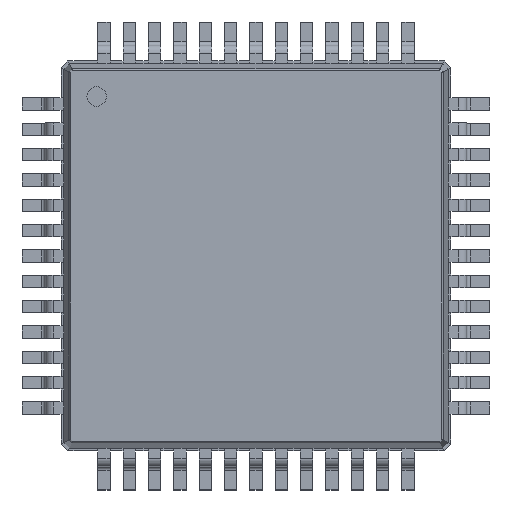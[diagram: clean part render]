
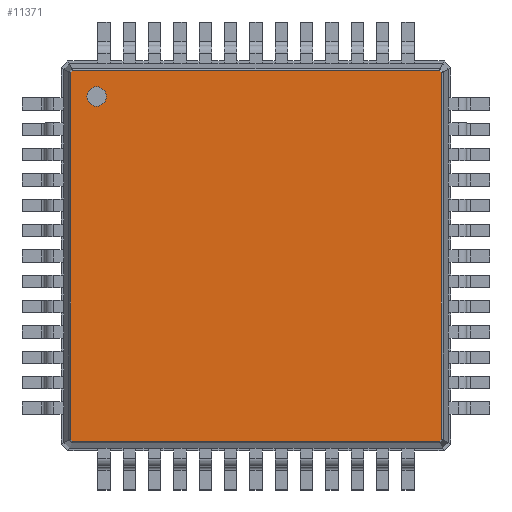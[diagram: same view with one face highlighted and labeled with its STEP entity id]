
A CAD part, top view. The second image highlights one B-rep face of the part: STEP entity #11371.
In plain terms, the highlighted planar face has unit normal (0, 0, 1).
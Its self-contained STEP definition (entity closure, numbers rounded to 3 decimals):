
#5620 = VERTEX_POINT('',#5621);
#5621 = CARTESIAN_POINT('',(4.746,4.702,1.5));
#5911 = EDGE_CURVE('',#5620,#5912,#5914,.T.);
#5912 = VERTEX_POINT('',#5913);
#5913 = CARTESIAN_POINT('',(4.746,-4.702,1.5));
#5914 = B_SPLINE_CURVE_WITH_KNOTS('',2,(#5915,#5916,#5917,#5918,#5919),
.UNSPECIFIED.,.F.,.F.,(3,1,1,3),(-0.503,-0.04,
9.477,9.939),.UNSPECIFIED.);
#5915 = CARTESIAN_POINT('',(4.746,5.221,1.5));
#5916 = CARTESIAN_POINT('',(4.746,4.99,1.5));
#5917 = CARTESIAN_POINT('',(4.746,0.,1.5));
#5918 = CARTESIAN_POINT('',(4.746,-4.99,1.5));
#5919 = CARTESIAN_POINT('',(4.746,-5.221,1.5));
#10725 = EDGE_CURVE('',#5912,#10726,#10728,.T.);
#10726 = VERTEX_POINT('',#10727);
#10727 = CARTESIAN_POINT('',(4.702,-4.746,1.5));
#10728 = B_SPLINE_CURVE_WITH_KNOTS('',2,(#10729,#10730,#10731,#10732,
#10733),.UNSPECIFIED.,.F.,.F.,(3,1,1,3),(-0.216,
-0.04,0.137,0.313),.UNSPECIFIED.);
#10729 = CARTESIAN_POINT('',(4.911,-4.537,1.5));
#10730 = CARTESIAN_POINT('',(4.849,-4.6,1.5));
#10731 = CARTESIAN_POINT('',(4.724,-4.724,1.5));
#10732 = CARTESIAN_POINT('',(4.6,-4.849,1.5));
#10733 = CARTESIAN_POINT('',(4.537,-4.911,1.5));
#11049 = VERTEX_POINT('',#11050);
#11050 = CARTESIAN_POINT('',(4.702,4.746,1.5));
#11346 = EDGE_CURVE('',#11049,#5620,#11347,.T.);
#11347 = B_SPLINE_CURVE_WITH_KNOTS('',2,(#11348,#11349,#11350,#11351,
#11352),.UNSPECIFIED.,.F.,.F.,(3,1,1,3),(-0.216,
-0.04,0.137,0.313),.UNSPECIFIED.);
#11348 = CARTESIAN_POINT('',(4.537,4.911,1.5));
#11349 = CARTESIAN_POINT('',(4.6,4.849,1.5));
#11350 = CARTESIAN_POINT('',(4.724,4.724,1.5));
#11351 = CARTESIAN_POINT('',(4.849,4.6,1.5));
#11352 = CARTESIAN_POINT('',(4.911,4.537,1.5));
#11371 = ADVANCED_FACE('',(#11372,#11425),#11436,.T.);
#11372 = FACE_BOUND('',#11373,.T.);
#11373 = EDGE_LOOP('',(#11374,#11375,#11385,#11395,#11405,#11415,#11423,
#11424));
#11374 = ORIENTED_EDGE('',*,*,#11346,.F.);
#11375 = ORIENTED_EDGE('',*,*,#11376,.F.);
#11376 = EDGE_CURVE('',#11377,#11049,#11379,.T.);
#11377 = VERTEX_POINT('',#11378);
#11378 = CARTESIAN_POINT('',(-4.702,4.746,1.5));
#11379 = B_SPLINE_CURVE_WITH_KNOTS('',2,(#11380,#11381,#11382,#11383,
#11384),.UNSPECIFIED.,.F.,.F.,(3,1,1,3),(-0.503,
-0.04,9.477,9.939),.UNSPECIFIED.);
#11380 = CARTESIAN_POINT('',(-5.221,4.746,1.5));
#11381 = CARTESIAN_POINT('',(-4.99,4.746,1.5));
#11382 = CARTESIAN_POINT('',(0.,4.746,1.5));
#11383 = CARTESIAN_POINT('',(4.99,4.746,1.5));
#11384 = CARTESIAN_POINT('',(5.221,4.746,1.5));
#11385 = ORIENTED_EDGE('',*,*,#11386,.F.);
#11386 = EDGE_CURVE('',#11387,#11377,#11389,.T.);
#11387 = VERTEX_POINT('',#11388);
#11388 = CARTESIAN_POINT('',(-4.746,4.702,1.5));
#11389 = B_SPLINE_CURVE_WITH_KNOTS('',2,(#11390,#11391,#11392,#11393,
#11394),.UNSPECIFIED.,.F.,.F.,(3,1,1,3),(-0.216,
-0.04,0.137,0.313),.UNSPECIFIED.);
#11390 = CARTESIAN_POINT('',(-4.911,4.537,1.5));
#11391 = CARTESIAN_POINT('',(-4.849,4.6,1.5));
#11392 = CARTESIAN_POINT('',(-4.724,4.724,1.5));
#11393 = CARTESIAN_POINT('',(-4.6,4.849,1.5));
#11394 = CARTESIAN_POINT('',(-4.537,4.911,1.5));
#11395 = ORIENTED_EDGE('',*,*,#11396,.F.);
#11396 = EDGE_CURVE('',#11397,#11387,#11399,.T.);
#11397 = VERTEX_POINT('',#11398);
#11398 = CARTESIAN_POINT('',(-4.746,-4.702,1.5));
#11399 = B_SPLINE_CURVE_WITH_KNOTS('',2,(#11400,#11401,#11402,#11403,
#11404),.UNSPECIFIED.,.F.,.F.,(3,1,1,3),(-0.503,
-0.04,9.477,9.939),.UNSPECIFIED.);
#11400 = CARTESIAN_POINT('',(-4.746,-5.221,1.5));
#11401 = CARTESIAN_POINT('',(-4.746,-4.99,1.5));
#11402 = CARTESIAN_POINT('',(-4.746,0.,1.5));
#11403 = CARTESIAN_POINT('',(-4.746,4.99,1.5));
#11404 = CARTESIAN_POINT('',(-4.746,5.221,1.5));
#11405 = ORIENTED_EDGE('',*,*,#11406,.F.);
#11406 = EDGE_CURVE('',#11407,#11397,#11409,.T.);
#11407 = VERTEX_POINT('',#11408);
#11408 = CARTESIAN_POINT('',(-4.702,-4.746,1.5));
#11409 = B_SPLINE_CURVE_WITH_KNOTS('',2,(#11410,#11411,#11412,#11413,
#11414),.UNSPECIFIED.,.F.,.F.,(3,1,1,3),(-0.216,
-0.04,0.137,0.313),.UNSPECIFIED.);
#11410 = CARTESIAN_POINT('',(-4.537,-4.911,1.5));
#11411 = CARTESIAN_POINT('',(-4.6,-4.849,1.5));
#11412 = CARTESIAN_POINT('',(-4.724,-4.724,1.5));
#11413 = CARTESIAN_POINT('',(-4.849,-4.6,1.5));
#11414 = CARTESIAN_POINT('',(-4.911,-4.537,1.5));
#11415 = ORIENTED_EDGE('',*,*,#11416,.F.);
#11416 = EDGE_CURVE('',#10726,#11407,#11417,.T.);
#11417 = B_SPLINE_CURVE_WITH_KNOTS('',2,(#11418,#11419,#11420,#11421,
#11422),.UNSPECIFIED.,.F.,.F.,(3,1,1,3),(-0.503,
-0.04,9.477,9.939),.UNSPECIFIED.);
#11418 = CARTESIAN_POINT('',(5.221,-4.746,1.5));
#11419 = CARTESIAN_POINT('',(4.99,-4.746,1.5));
#11420 = CARTESIAN_POINT('',(0.,-4.746,1.5));
#11421 = CARTESIAN_POINT('',(-4.99,-4.746,1.5));
#11422 = CARTESIAN_POINT('',(-5.221,-4.746,1.5));
#11423 = ORIENTED_EDGE('',*,*,#10725,.F.);
#11424 = ORIENTED_EDGE('',*,*,#5911,.F.);
#11425 = FACE_BOUND('',#11426,.T.);
#11426 = EDGE_LOOP('',(#11427));
#11427 = ORIENTED_EDGE('',*,*,#11428,.F.);
#11428 = EDGE_CURVE('',#11429,#11429,#11431,.T.);
#11429 = VERTEX_POINT('',#11430);
#11430 = CARTESIAN_POINT('',(-4.087,3.837,1.5));
#11431 = CIRCLE('',#11432,0.25);
#11432 = AXIS2_PLACEMENT_3D('',#11433,#11434,#11435);
#11433 = CARTESIAN_POINT('',(-4.087,4.087,1.5));
#11434 = DIRECTION('',(0.,0.,1.));
#11435 = DIRECTION('',(0.,-1.,0.));
#11436 = PLANE('',#11437);
#11437 = AXIS2_PLACEMENT_3D('',#11438,#11439,#11440);
#11438 = CARTESIAN_POINT('',(-4.718,4.787,1.5));
#11439 = DIRECTION('',(0.,0.,1.));
#11440 = DIRECTION('',(0.702,-0.712,0.));
